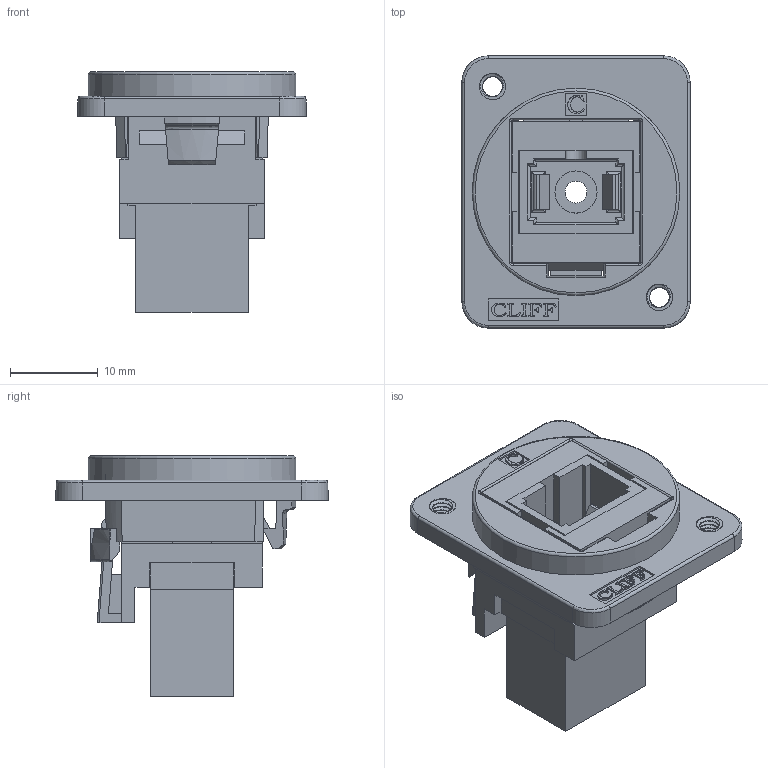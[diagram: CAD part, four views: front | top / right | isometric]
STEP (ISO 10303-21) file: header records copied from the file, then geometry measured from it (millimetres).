
FILE_DESCRIPTION(/* description */ (''),/* implementation_level */ '2;1');
FILE_NAME(/* name */ 'CP30249M3B Simplex APC M3.stp',/* time_stamp */ '2025-04-11T09:58:39+01:00',/* author */ ('tottley'),/* organization */ (''),/* preprocessor_version */ 'ST-DEVELOPER v20',/* originating_system */ 'Autodesk Inventor 2025',/* authorisation */ '');
FILE_SCHEMA (('AUTOMOTIVE_DESIGN { 1 0 10303 214 3 1 1 }'));
Length unit declared in the file: millimetre
Products named in the file (1): CP30249MB Simplex APC CSK
Bounding box: 26 x 31 x 27.4 mm (x, y, z)
Volume: 5558.8 mm3; surface area: 7060.5 mm2
Topology: 3 solids, 3 shells, 458 faces, 1237 edges, 792 vertices
Faces by surface type: plane 275, cylinder 96, bspline 69, cone 10, torus 8
Full cylindrical faces by diameter (mm): 2.259 x2, 2.5 x1, 3 x4, 4.8 x2
Entity records: 18749 total; most frequent: CARTESIAN_POINT 7135, ORIENTED_EDGE 2474, DIRECTION 2018, EDGE_CURVE 1237, LINE 872, VECTOR 872, VERTEX_POINT 792, AXIS2_PLACEMENT_3D 573
